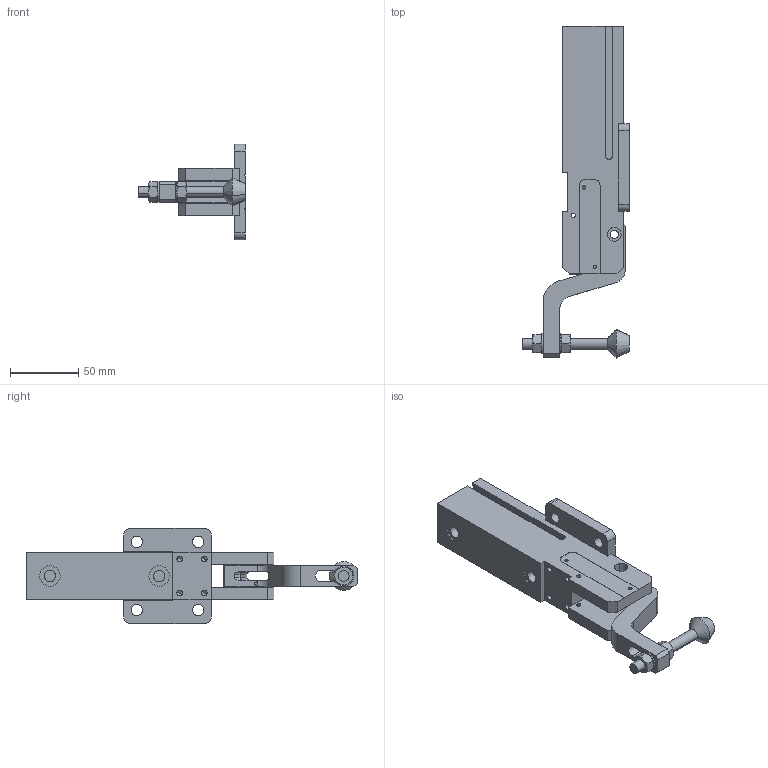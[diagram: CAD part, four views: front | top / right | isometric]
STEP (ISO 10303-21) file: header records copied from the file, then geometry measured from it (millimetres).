
FILE_DESCRIPTION(('CATIA V5 STEP Exchange'),'2;1');
FILE_NAME('PKG_25_TUENKERS.stp','2012-11-12T09:26:42+00:00',('none'),('none'),'CATIA Version 5 Release 19 SP 3 (IN-10)','CATIA V5 STEP AP203','none');
FILE_SCHEMA(('CONFIG_CONTROL_DESIGN'));
Length unit declared in the file: millimetre
Products named in the file (1): PKG_25_TUENKERS
Bounding box: 78 x 242.97 x 70 mm (x, y, z)
Volume: 285113.7 mm3; surface area: 62205.3 mm2
Topology: 6 solids, 6 shells, 271 faces, 706 edges, 442 vertices
Faces by surface type: plane 109, cylinder 102, cone 60
Entity records: 8205 total; most frequent: CARTESIAN_POINT 2087, ORIENTED_EDGE 1380, DIRECTION 967, EDGE_CURVE 690, VERTEX_POINT 442, AXIS2_PLACEMENT_3D 411, VECTOR 370, LINE 370
